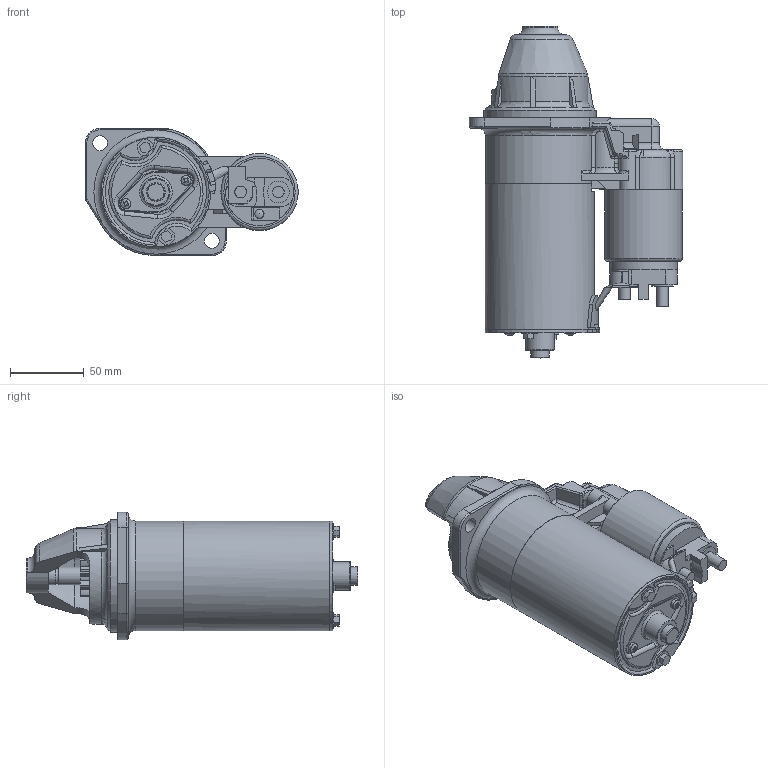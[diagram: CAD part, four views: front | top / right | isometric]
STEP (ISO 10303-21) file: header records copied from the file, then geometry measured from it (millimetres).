
FILE_DESCRIPTION (( 'STEP AP214' ), '1' );
FILE_NAME ('StarterMotor.step', '2023-02-22T19:38:51', ( '' ), ( '' ), 'SwSTEP 2.0', 'SolidWorks 2022', '' );
FILE_SCHEMA (( 'AUTOMOTIVE_DESIGN' ));
Length unit declared in the file: millimetre
Products named in the file (13): CommutatorEndCover; Bolt; Solenoid; Screw; Housing; StarterMotor; CoverCap; RubberStopper; BraidedCable; Pinon; Shaft; MountingScrew; DriveGearCasing
Assembly tree (16 placements, depth 2):
  StarterMotor
    DriveGearCasing
    Housing
    Shaft
    Pinon
    Solenoid
    CommutatorEndCover
    CoverCap
    RubberStopper
    Bolt  x2
    Screw  x2
    MountingScrew  x3
    BraidedCable
Bounding box: 144.24 x 224.45 x 86 mm (x, y, z)
Volume: 459181.1 mm3; surface area: 194516.2 mm2
Topology: 31 solids, 33 shells, 1090 faces, 2732 edges, 1736 vertices
Faces by surface type: plane 541, cylinder 275, bspline 140, torus 83, cone 42, sphere 9
Full cylindrical faces by diameter (mm): 3.9 x2, 4.2 x4, 4.33 x2, 4.4 x7, 4.77 x2, 5 x2, 5.3 x2, 5.52 x2, 5.95 x6, 6 x3, 6.2 x1, 6.9 x2, 7.8 x1, 7.9 x3, 8 x1, 8.8 x3, 9.5 x3, 10 x3, 10.96 x2, 10.98 x1, 11.9 x2, 12 x2, 12.3 x1, 13.6 x1, 13.9 x1, 14.8 x1, 17 x1, 17.7 x1, 17.78 x1, 18 x1
Entity records: 39792 total; most frequent: CARTESIAN_POINT 17156, ORIENTED_EDGE 4698, DIRECTION 4273, EDGE_CURVE 2349, AXIS2_PLACEMENT_3D 1686, VERTEX_POINT 1545, EDGE_LOOP 1182, FACE_OUTER_BOUND 1091
